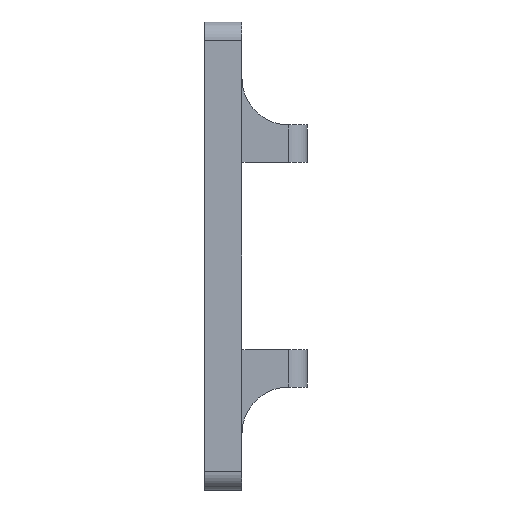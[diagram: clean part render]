
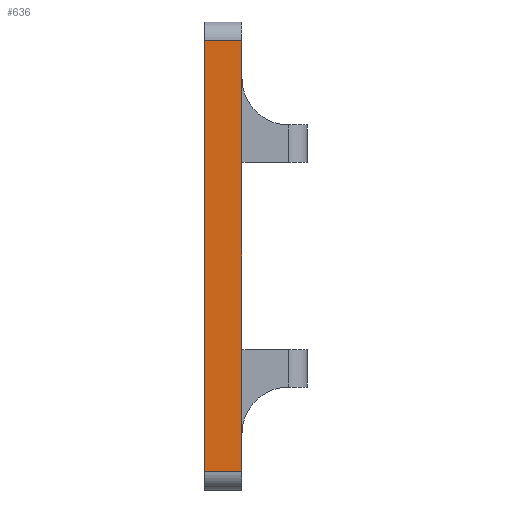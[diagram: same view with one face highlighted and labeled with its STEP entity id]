
A CAD part, front view. The second image highlights one B-rep face of the part: STEP entity #636.
In plain terms, the highlighted planar face has unit normal (0, -1, 0).
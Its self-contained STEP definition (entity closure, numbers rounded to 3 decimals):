
#30 = CARTESIAN_POINT ( 'NONE',  ( 60.711, -46., 23. ) ) ;
#38 = CARTESIAN_POINT ( 'NONE',  ( -10., -46., -23. ) ) ;
#45 = EDGE_CURVE ( 'NONE', #914, #1069, #658, .T. ) ;
#68 = VECTOR ( 'NONE', #1118, 1000. ) ;
#89 = VECTOR ( 'NONE', #1271, 1000. ) ;
#103 = VERTEX_POINT ( 'NONE', #274 ) ;
#112 = ORIENTED_EDGE ( 'NONE', *, *, #923, .T. ) ;
#125 = LINE ( 'NONE', #1262, #89 ) ;
#175 = ORIENTED_EDGE ( 'NONE', *, *, #1024, .F. ) ;
#213 = VERTEX_POINT ( 'NONE', #905 ) ;
#274 = CARTESIAN_POINT ( 'NONE',  ( -14., -46., -23. ) ) ;
#296 = VECTOR ( 'NONE', #451, 1000. ) ;
#310 = AXIS2_PLACEMENT_3D ( 'NONE', #395, #814, #1354 ) ;
#395 = CARTESIAN_POINT ( 'NONE',  ( 60.711, -46., 0. ) ) ;
#420 = ORIENTED_EDGE ( 'NONE', *, *, #45, .T. ) ;
#451 = DIRECTION ( 'NONE',  ( -1., 0., 0. ) ) ;
#511 = CARTESIAN_POINT ( 'NONE',  ( -10., -46., 23. ) ) ;
#590 = ORIENTED_EDGE ( 'NONE', *, *, #1213, .T. ) ;
#636 = ADVANCED_FACE ( 'NONE', ( #1344 ), #1121, .T. ) ;
#658 = LINE ( 'NONE', #30, #296 ) ;
#810 = CARTESIAN_POINT ( 'NONE',  ( -10., -46., 0. ) ) ;
#814 = DIRECTION ( 'NONE',  ( 0., -1., 0. ) ) ;
#876 = DIRECTION ( 'NONE',  ( 1., 0., 0. ) ) ;
#905 = CARTESIAN_POINT ( 'NONE',  ( -10., -46., -23. ) ) ;
#914 = VERTEX_POINT ( 'NONE', #511 ) ;
#923 = EDGE_CURVE ( 'NONE', #213, #914, #1032, .T. ) ;
#980 = LINE ( 'NONE', #38, #996 ) ;
#996 = VECTOR ( 'NONE', #876, 1000. ) ;
#1024 = EDGE_CURVE ( 'NONE', #103, #1069, #125, .T. ) ;
#1032 = LINE ( 'NONE', #810, #68 ) ;
#1069 = VERTEX_POINT ( 'NONE', #1358 ) ;
#1093 = EDGE_LOOP ( 'NONE', ( #175, #590, #112, #420 ) ) ;
#1118 = DIRECTION ( 'NONE',  ( 0., 0., 1. ) ) ;
#1121 = PLANE ( 'NONE',  #310 ) ;
#1213 = EDGE_CURVE ( 'NONE', #103, #213, #980, .T. ) ;
#1262 = CARTESIAN_POINT ( 'NONE',  ( -14., -46., 0. ) ) ;
#1271 = DIRECTION ( 'NONE',  ( 0., 0., 1. ) ) ;
#1344 = FACE_OUTER_BOUND ( 'NONE', #1093, .T. ) ;
#1354 = DIRECTION ( 'NONE',  ( 0., 0., -1. ) ) ;
#1358 = CARTESIAN_POINT ( 'NONE',  ( -14., -46., 23. ) ) ;
